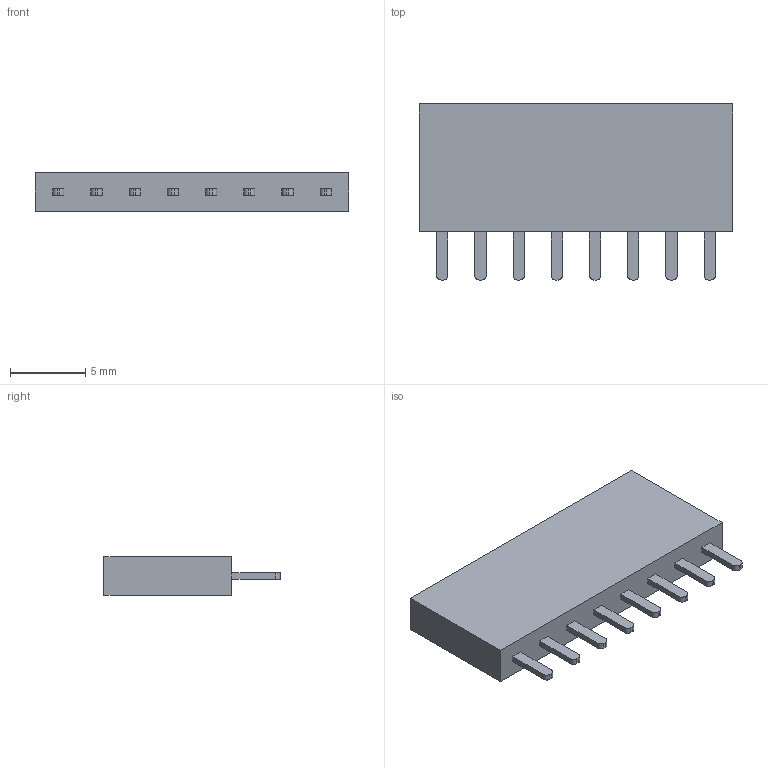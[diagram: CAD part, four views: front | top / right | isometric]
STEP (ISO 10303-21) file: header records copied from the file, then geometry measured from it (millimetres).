
FILE_DESCRIPTION (( 'STEP AP214' ), '1' );
FILE_NAME ('B637DE48-8AA7-44E3-BB48-21B0BD4946F7.STEP', '2024-11-19T13:13:54', ( '' ), ( '' ), 'SwSTEP 2.0', 'SolidWorks 2022', '' );
FILE_SCHEMA (( 'AUTOMOTIVE_DESIGN' ));
Length unit declared in the file: millimetre
Products named in the file (1): B637DE48-8AA7-44E3-BB48-21B0BD4946F7
Bounding box: 20.82 x 11.7 x 2.54 mm (x, y, z)
Volume: 430.6 mm3; surface area: 708.4 mm2
Topology: 1 solids, 1 shells, 134 faces, 316 edges, 200 vertices
Faces by surface type: plane 118, cylinder 16
Entity records: 5264 total; most frequent: CARTESIAN_POINT 651, ORIENTED_EDGE 632, DIRECTION 618, EDGE_CURVE 316, LINE 284, VECTOR 284, VERTEX_POINT 200, AXIS2_PLACEMENT_3D 167
